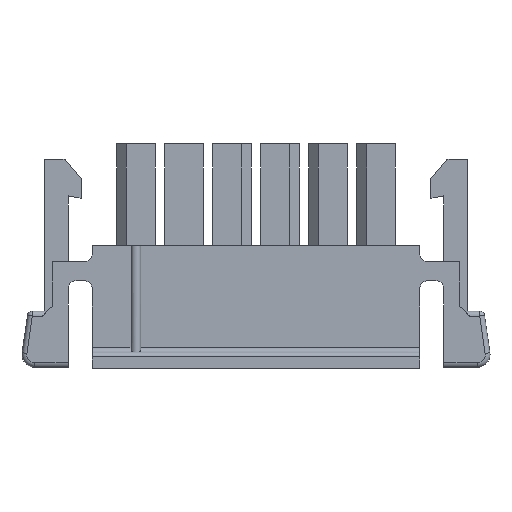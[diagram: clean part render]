
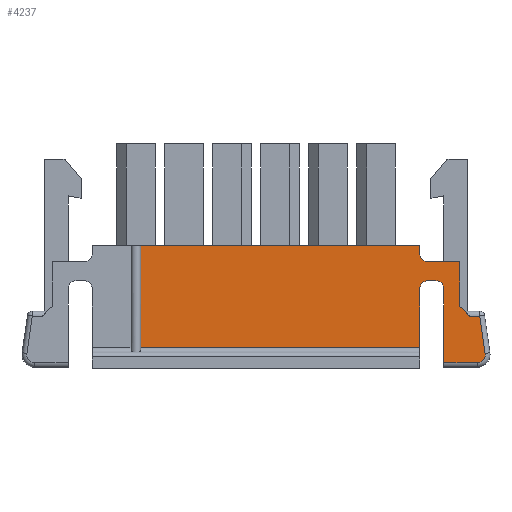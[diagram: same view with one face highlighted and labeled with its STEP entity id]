
A CAD part, front view. The second image highlights one B-rep face of the part: STEP entity #4237.
In plain terms, the highlighted planar face has unit normal (0, -1, 0).
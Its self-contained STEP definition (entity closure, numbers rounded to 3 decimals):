
#37=DIRECTION('',(0.,0.,1.));
#38=VECTOR('',#37,0.5);
#39=CARTESIAN_POINT('',(10.225,-1.93,7.15));
#40=LINE('',#39,#38);
#77=DIRECTION('',(0.,0.,1.));
#78=VECTOR('',#77,3.65);
#79=CARTESIAN_POINT('',(10.225,-1.93,1.3));
#80=LINE('',#79,#78);
#85=DIRECTION('',(0.141,0.,-0.99));
#86=VECTOR('',#85,2.353);
#87=CARTESIAN_POINT('',(13.965,-1.93,3.25));
#88=LINE('',#87,#86);
#89=CARTESIAN_POINT('',(13.803,-1.93,0.85));
#90=DIRECTION('',(0.,1.,0.));
#91=DIRECTION('',(0.99,0.,0.141));
#92=AXIS2_PLACEMENT_3D('',#89,#90,#91);
#94=CARTESIAN_POINT('',(11.225,-1.93,4.95));
#95=DIRECTION('',(0.,-1.,0.));
#96=DIRECTION('',(1.,0.,0.));
#97=AXIS2_PLACEMENT_3D('',#94,#95,#96);
#99=CARTESIAN_POINT('',(10.725,-1.93,4.95));
#100=DIRECTION('',(0.,-1.,0.));
#101=DIRECTION('',(0.,0.,1.));
#102=AXIS2_PLACEMENT_3D('',#99,#100,#101);
#104=DIRECTION('',(1.,0.,0.));
#105=VECTOR('',#104,17.425);
#106=CARTESIAN_POINT('',(-7.2,-1.93,7.65));
#107=LINE('',#106,#105);
#108=CARTESIAN_POINT('',(10.725,-1.93,7.15));
#109=DIRECTION('',(0.,-1.,0.));
#110=DIRECTION('',(-1.,0.,0.));
#111=AXIS2_PLACEMENT_3D('',#108,#109,#110);
#113=DIRECTION('',(0.707,0.,-0.707));
#114=VECTOR('',#113,0.849);
#115=CARTESIAN_POINT('',(12.725,-1.93,3.85));
#116=LINE('',#115,#114);
#121=DIRECTION('',(-1.,0.,0.));
#122=VECTOR('',#121,0.64);
#123=CARTESIAN_POINT('',(13.965,-1.93,3.25));
#124=LINE('',#123,#122);
#784=DIRECTION('',(0.,0.,-1.));
#785=VECTOR('',#784,6.35);
#786=CARTESIAN_POINT('',(-7.2,-1.93,7.65));
#787=LINE('',#786,#785);
#810=DIRECTION('',(1.,0.,0.));
#811=VECTOR('',#810,17.425);
#812=CARTESIAN_POINT('',(-7.2,-1.93,1.3));
#813=LINE('',#812,#811);
#2394=DIRECTION('',(0.,0.,-1.));
#2395=VECTOR('',#2394,4.6);
#2396=CARTESIAN_POINT('',(11.725,-1.93,4.95));
#2397=LINE('',#2396,#2395);
#2439=DIRECTION('',(1.,0.,0.));
#2440=VECTOR('',#2439,2.078);
#2441=CARTESIAN_POINT('',(11.725,-1.93,0.35));
#2442=LINE('',#2441,#2440);
#2649=DIRECTION('',(0.,0.,1.));
#2650=VECTOR('',#2649,2.8);
#2651=CARTESIAN_POINT('',(12.725,-1.93,3.85));
#2652=LINE('',#2651,#2650);
#2661=DIRECTION('',(-1.,0.,0.));
#2662=VECTOR('',#2661,2.);
#2663=CARTESIAN_POINT('',(12.725,-1.93,6.65));
#2664=LINE('',#2663,#2662);
#2704=DIRECTION('',(1.,0.,0.));
#2705=VECTOR('',#2704,0.5);
#2706=CARTESIAN_POINT('',(10.725,-1.93,5.45));
#2707=LINE('',#2706,#2705);
#3404=CARTESIAN_POINT('',(-7.2,-1.93,7.65));
#3405=CARTESIAN_POINT('',(10.225,-1.93,7.65));
#3406=VERTEX_POINT('',#3404);
#3407=VERTEX_POINT('',#3405);
#3488=CARTESIAN_POINT('',(13.965,-1.93,3.25));
#3489=CARTESIAN_POINT('',(13.325,-1.93,3.25));
#3490=VERTEX_POINT('',#3488);
#3491=VERTEX_POINT('',#3489);
#3492=CARTESIAN_POINT('',(14.298,-1.93,0.921));
#3493=VERTEX_POINT('',#3492);
#3494=CARTESIAN_POINT('',(13.803,-1.93,0.35));
#3495=VERTEX_POINT('',#3494);
#3496=CARTESIAN_POINT('',(11.725,-1.93,0.35));
#3497=VERTEX_POINT('',#3496);
#3498=CARTESIAN_POINT('',(11.725,-1.93,4.95));
#3499=VERTEX_POINT('',#3498);
#3500=CARTESIAN_POINT('',(10.725,-1.93,5.45));
#3501=CARTESIAN_POINT('',(11.225,-1.93,5.45));
#3502=VERTEX_POINT('',#3500);
#3503=VERTEX_POINT('',#3501);
#3504=CARTESIAN_POINT('',(-7.2,-1.93,1.3));
#3505=VERTEX_POINT('',#3504);
#3506=CARTESIAN_POINT('',(12.725,-1.93,3.85));
#3507=CARTESIAN_POINT('',(12.725,-1.93,6.65));
#3508=VERTEX_POINT('',#3506);
#3509=VERTEX_POINT('',#3507);
#3630=CARTESIAN_POINT('',(10.725,-1.93,6.65));
#3632=VERTEX_POINT('',#3630);
#3635=CARTESIAN_POINT('',(10.225,-1.93,7.15));
#3636=VERTEX_POINT('',#3635);
#3638=CARTESIAN_POINT('',(10.225,-1.93,4.95));
#3640=VERTEX_POINT('',#3638);
#3665=CARTESIAN_POINT('',(10.225,-1.93,1.3));
#3666=VERTEX_POINT('',#3665);
#4199=CARTESIAN_POINT('',(3.552,-1.93,4.));
#4200=DIRECTION('',(0.,1.,0.));
#4201=DIRECTION('',(0.,0.,1.));
#4202=AXIS2_PLACEMENT_3D('',#4199,#4200,#4201);
#4203=PLANE('',#4202);
#4205=ORIENTED_EDGE('',*,*,#4204,.F.);
#4207=ORIENTED_EDGE('',*,*,#4206,.T.);
#4209=ORIENTED_EDGE('',*,*,#4208,.T.);
#4211=ORIENTED_EDGE('',*,*,#4210,.F.);
#4213=ORIENTED_EDGE('',*,*,#4212,.F.);
#4215=ORIENTED_EDGE('',*,*,#4214,.T.);
#4217=ORIENTED_EDGE('',*,*,#4216,.F.);
#4218=ORIENTED_EDGE('',*,*,#4190,.T.);
#4219=ORIENTED_EDGE('',*,*,#4179,.F.);
#4221=ORIENTED_EDGE('',*,*,#4220,.F.);
#4223=ORIENTED_EDGE('',*,*,#4222,.F.);
#4225=ORIENTED_EDGE('',*,*,#4224,.T.);
#4226=ORIENTED_EDGE('',*,*,#4152,.F.);
#4228=ORIENTED_EDGE('',*,*,#4227,.T.);
#4230=ORIENTED_EDGE('',*,*,#4229,.F.);
#4232=ORIENTED_EDGE('',*,*,#4231,.F.);
#4234=ORIENTED_EDGE('',*,*,#4233,.T.);
#4235=EDGE_LOOP('',(#4205,#4207,#4209,#4211,#4213,#4215,#4217,#4218,#4219,#4221,
#4223,#4225,#4226,#4228,#4230,#4232,#4234));
#4236=FACE_OUTER_BOUND('',#4235,.F.);
#4237=ADVANCED_FACE('',(#4236),#4203,.F.);
#93=CIRCLE('',#92,0.5);
#98=CIRCLE('',#97,0.5);
#103=CIRCLE('',#102,0.5);
#112=CIRCLE('',#111,0.5);
#4152=EDGE_CURVE('',#3636,#3407,#40,.T.);
#4179=EDGE_CURVE('',#3666,#3640,#80,.T.);
#4190=EDGE_CURVE('',#3502,#3640,#103,.T.);
#4204=EDGE_CURVE('',#3490,#3491,#124,.T.);
#4206=EDGE_CURVE('',#3490,#3493,#88,.T.);
#4208=EDGE_CURVE('',#3493,#3495,#93,.T.);
#4210=EDGE_CURVE('',#3497,#3495,#2442,.T.);
#4212=EDGE_CURVE('',#3499,#3497,#2397,.T.);
#4214=EDGE_CURVE('',#3499,#3503,#98,.T.);
#4216=EDGE_CURVE('',#3502,#3503,#2707,.T.);
#4220=EDGE_CURVE('',#3505,#3666,#813,.T.);
#4222=EDGE_CURVE('',#3406,#3505,#787,.T.);
#4224=EDGE_CURVE('',#3406,#3407,#107,.T.);
#4227=EDGE_CURVE('',#3636,#3632,#112,.T.);
#4229=EDGE_CURVE('',#3509,#3632,#2664,.T.);
#4231=EDGE_CURVE('',#3508,#3509,#2652,.T.);
#4233=EDGE_CURVE('',#3508,#3491,#116,.T.);
